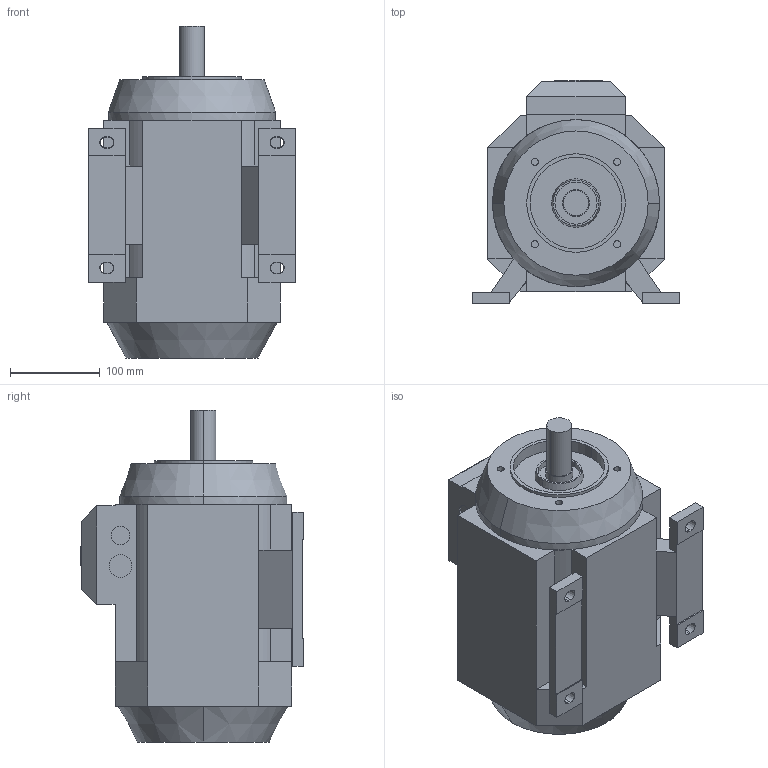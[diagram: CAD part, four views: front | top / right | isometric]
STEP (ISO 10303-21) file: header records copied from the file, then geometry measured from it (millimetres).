
FILE_DESCRIPTION(/* description */ (''),/* implementation_level */ '2;1');
FILE_NAME(/* name */ 'M2AA IE2 112 B34.stp',/* time_stamp */ '2015-06-30T08:14:26+02:00',/* author */ (''),/* organization */ (''),/* preprocessor_version */ 'ST-DEVELOPER v14',/* originating_system */ 'SIEMENS PLM Software NX 8.0',/* authorisation */ '');
FILE_SCHEMA (('AUTOMOTIVE_DESIGN { 1 0 10303 214 3 1 1 1 }'));
Length unit declared in the file: millimetre
Products named in the file (1): A2.4324_igs
Bounding box: 231 x 248.75 x 370.5 mm (x, y, z)
Volume: 10238743.2 mm3; surface area: 345330.3 mm2
Topology: 1 solids, 1 shells, 209 faces, 514 edges, 334 vertices
Faces by surface type: plane 151, cylinder 34, cone 14, bspline 10
Entity records: 6278 total; most frequent: CARTESIAN_POINT 1256, ORIENTED_EDGE 1028, DIRECTION 996, EDGE_CURVE 514, LINE 392, VECTOR 392, VERTEX_POINT 334, AXIS2_PLACEMENT_3D 302
